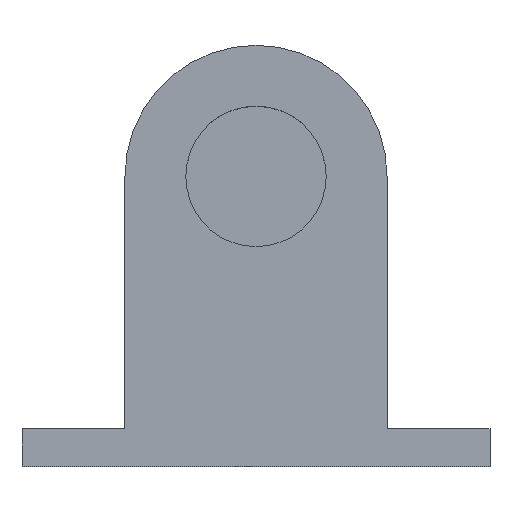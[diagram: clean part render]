
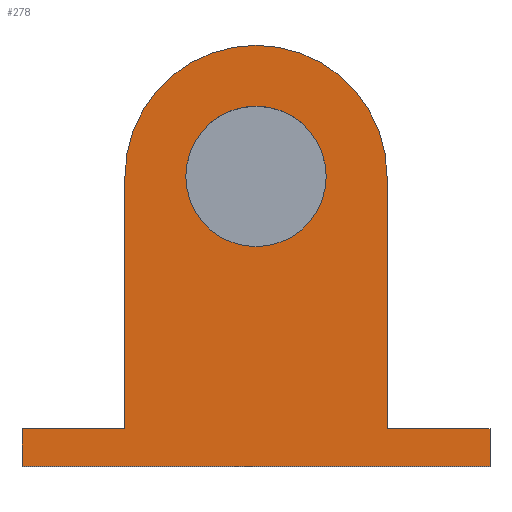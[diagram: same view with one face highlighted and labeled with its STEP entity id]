
A CAD part, top view. The second image highlights one B-rep face of the part: STEP entity #278.
In plain terms, the highlighted planar face has unit normal (0, 0, 1).
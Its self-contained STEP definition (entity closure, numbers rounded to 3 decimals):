
#19=FACE_BOUND('',#61,.T.);
#28=PLANE('',#324);
#42=FACE_OUTER_BOUND('',#60,.T.);
#60=EDGE_LOOP('',(#244,#245,#246,#247,#248,#249,#250,#251));
#61=EDGE_LOOP('',(#252,#253));
#68=LINE('',#440,#93);
#71=LINE('',#446,#96);
#74=LINE('',#452,#99);
#77=LINE('',#458,#102);
#80=LINE('',#464,#105);
#83=LINE('',#470,#108);
#86=LINE('',#476,#111);
#93=VECTOR('',#363,10.);
#96=VECTOR('',#368,10.);
#99=VECTOR('',#373,10.);
#102=VECTOR('',#378,10.);
#105=VECTOR('',#383,10.);
#108=VECTOR('',#388,10.);
#111=VECTOR('',#393,10.);
#113=CIRCLE('',#301,7.5);
#114=CIRCLE('',#302,7.5);
#124=CIRCLE('',#323,14.);
#125=VERTEX_POINT('',#407);
#126=VERTEX_POINT('',#408);
#137=VERTEX_POINT('',#437);
#138=VERTEX_POINT('',#439);
#140=VERTEX_POINT('',#445);
#142=VERTEX_POINT('',#451);
#144=VERTEX_POINT('',#457);
#146=VERTEX_POINT('',#463);
#148=VERTEX_POINT('',#469);
#150=VERTEX_POINT('',#475);
#151=EDGE_CURVE('',#125,#126,#113,.T.);
#152=EDGE_CURVE('',#126,#125,#114,.T.);
#166=EDGE_CURVE('',#138,#137,#68,.T.);
#169=EDGE_CURVE('',#140,#138,#71,.T.);
#172=EDGE_CURVE('',#142,#140,#74,.T.);
#175=EDGE_CURVE('',#144,#142,#77,.T.);
#178=EDGE_CURVE('',#146,#144,#80,.T.);
#181=EDGE_CURVE('',#148,#146,#83,.T.);
#184=EDGE_CURVE('',#150,#148,#86,.T.);
#187=EDGE_CURVE('',#137,#150,#124,.T.);
#244=ORIENTED_EDGE('',*,*,#187,.T.);
#245=ORIENTED_EDGE('',*,*,#184,.T.);
#246=ORIENTED_EDGE('',*,*,#181,.T.);
#247=ORIENTED_EDGE('',*,*,#178,.T.);
#248=ORIENTED_EDGE('',*,*,#175,.T.);
#249=ORIENTED_EDGE('',*,*,#172,.T.);
#250=ORIENTED_EDGE('',*,*,#169,.T.);
#251=ORIENTED_EDGE('',*,*,#166,.T.);
#252=ORIENTED_EDGE('',*,*,#151,.T.);
#253=ORIENTED_EDGE('',*,*,#152,.T.);
#278=ADVANCED_FACE('',(#42,#19),#28,.T.);
#301=AXIS2_PLACEMENT_3D('',#409,#330,#331);
#302=AXIS2_PLACEMENT_3D('',#410,#332,#333);
#323=AXIS2_PLACEMENT_3D('',#480,#399,#400);
#324=AXIS2_PLACEMENT_3D('',#481,#401,#402);
#330=DIRECTION('center_axis',(0.,0.,-1.));
#331=DIRECTION('ref_axis',(1.,0.,0.));
#332=DIRECTION('center_axis',(0.,0.,-1.));
#333=DIRECTION('ref_axis',(1.,0.,0.));
#363=DIRECTION('',(0.,1.,0.));
#368=DIRECTION('',(-1.,0.,0.));
#373=DIRECTION('',(0.,1.,0.));
#378=DIRECTION('',(1.,0.,0.));
#383=DIRECTION('',(0.,-1.,0.));
#388=DIRECTION('',(-1.,0.,0.));
#393=DIRECTION('',(0.,-1.,0.));
#399=DIRECTION('center_axis',(0.,0.,1.));
#400=DIRECTION('ref_axis',(1.,0.,0.));
#401=DIRECTION('center_axis',(0.,0.,1.));
#402=DIRECTION('ref_axis',(1.,0.,0.));
#407=CARTESIAN_POINT('',(7.5,0.,10.));
#408=CARTESIAN_POINT('',(-7.5,0.,10.));
#409=CARTESIAN_POINT('Origin',(0.,0.,10.));
#410=CARTESIAN_POINT('Origin',(0.,0.,10.));
#437=CARTESIAN_POINT('',(14.,0.,10.));
#439=CARTESIAN_POINT('',(14.,-26.952,10.));
#440=CARTESIAN_POINT('',(14.,-26.952,10.));
#445=CARTESIAN_POINT('',(25.,-26.952,10.));
#446=CARTESIAN_POINT('',(25.,-26.952,10.));
#451=CARTESIAN_POINT('',(25.,-30.994,10.));
#452=CARTESIAN_POINT('',(25.,-30.994,10.));
#457=CARTESIAN_POINT('',(-25.,-30.994,10.));
#458=CARTESIAN_POINT('',(-25.,-30.994,10.));
#463=CARTESIAN_POINT('',(-25.,-26.952,10.));
#464=CARTESIAN_POINT('',(-25.,-26.952,10.));
#469=CARTESIAN_POINT('',(-14.,-26.952,10.));
#470=CARTESIAN_POINT('',(-14.,-26.952,10.));
#475=CARTESIAN_POINT('',(-14.,0.,10.));
#476=CARTESIAN_POINT('',(-14.,0.,10.));
#480=CARTESIAN_POINT('Origin',(0.,0.,10.));
#481=CARTESIAN_POINT('Origin',(0.,-8.497,10.));
